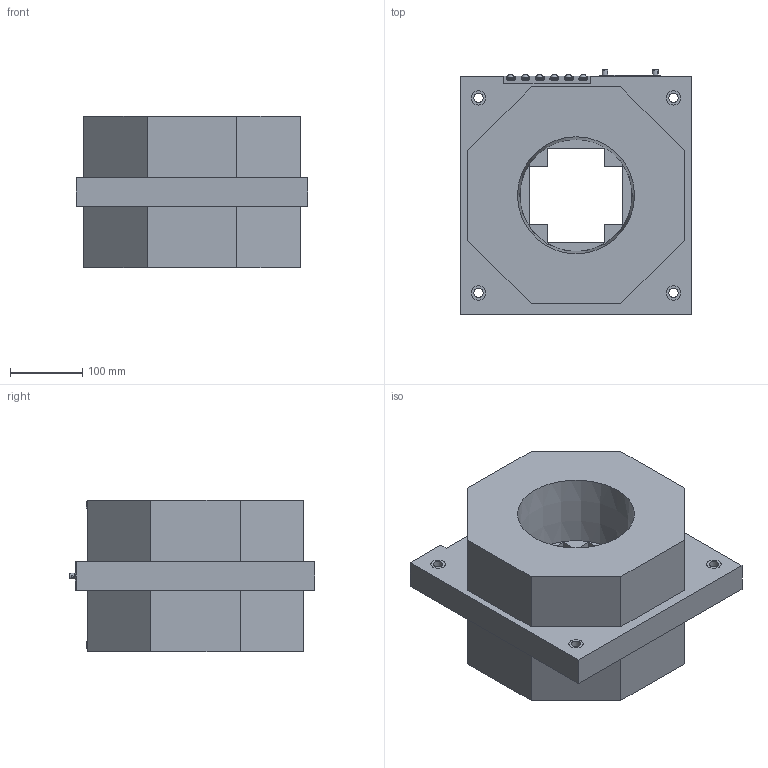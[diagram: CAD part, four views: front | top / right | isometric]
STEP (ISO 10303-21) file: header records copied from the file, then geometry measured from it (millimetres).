
FILE_DESCRIPTION(('STEP AP242'), '1');
FILE_NAME('ﾒﾋﾏ-10-1 ﾌ3XC', '', ('UNSPECIFIED'), ('UNSPECIFIED'), 'C3D Converter', 'C3D Toolkit', '');
FILE_SCHEMA(('AP242_MANAGED_MODEL_BASED_3D_ENGINEERING_MIM_LF { 1 0 10303 442 1 1 4 }'));
Length unit declared in the file: millimetre
Products named in the file (17): Втулка ЭК.8.211.004
Assembly tree (32 placements, depth 3):
  (unnamed)
    (unnamed)
    (unnamed)  x4
    (unnamed)
    (unnamed)
    Втулка ЭК.8.211.004
    (unnamed)
    (unnamed)  x6
      (unnamed)
      (unnamed)
      (unnamed)
    (unnamed)  x2
      (unnamed)
      (unnamed)
      (unnamed)
    Втулка ЭК.8.211.004
    Втулка ЭК.8.211.004  x3
    Втулка ЭК.8.211.004  x3
    (unnamed)
    (unnamed)
Bounding box: 320 x 339.5 x 210 mm (x, y, z)
Volume: 12734822.1 mm3; surface area: 564282.7 mm2
Topology: 42 solids, 42 shells, 1425 faces, 3613 edges, 2342 vertices
Faces by surface type: plane 747, extrusion 458, cylinder 126, cone 62, torus 24, sphere 8
Full cylindrical faces by diameter (mm): 2.5 x2, 4 x16, 4.134 x2, 4.917 x8, 5 x2, 5.5 x2, 6 x10, 6.4 x8, 6.8 x4, 8 x2, 10 x24, 11.16 x4, 12 x8, 13 x4, 20 x8
Entity records: 58786 total; most frequent: CARTESIAN_POINT 21762, ORIENTED_EDGE 6066, DIRECTION 4349, EDGE_CURVE 3033, VECTOR 2139, VERTEX_POINT 2048, LINE 1681, B_SPLINE_CURVE_WITH_KNOTS 1472
